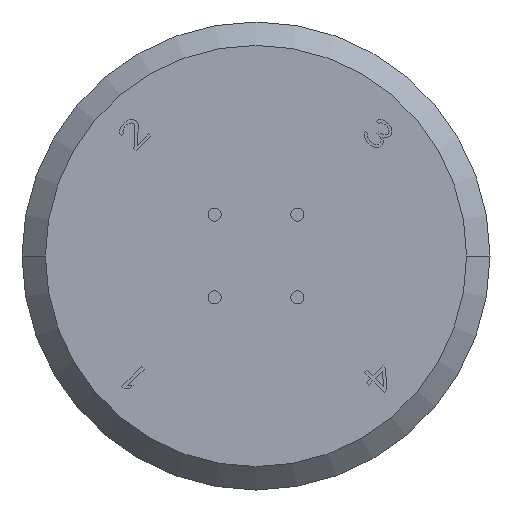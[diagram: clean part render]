
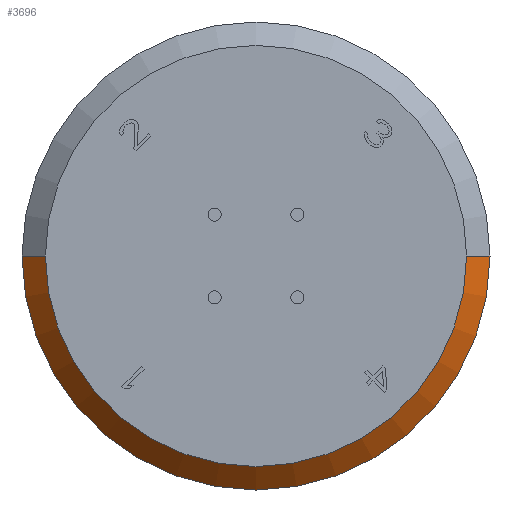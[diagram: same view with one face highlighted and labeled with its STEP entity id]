
A CAD part, front view. The second image highlights one B-rep face of the part: STEP entity #3696.
In plain terms, the highlighted conical face has half-angle 45 degrees and reference radius 9.5 mm.
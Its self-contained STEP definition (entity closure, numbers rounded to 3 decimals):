
#35=CARTESIAN_POINT('',(0.,0.,0.));
#36=DIRECTION('',(0.,1.,0.));
#37=DIRECTION('',(1.,0.,0.));
#38=AXIS2_PLACEMENT_3D('',#35,#36,#37);
#429=CARTESIAN_POINT('',(0.,1.,0.));
#430=DIRECTION('',(0.,1.,0.));
#431=DIRECTION('',(1.,0.,0.));
#432=AXIS2_PLACEMENT_3D('',#429,#430,#431);
#434=DIRECTION('',(0.707,-0.707,0.));
#435=VECTOR('',#434,1.414);
#436=CARTESIAN_POINT('',(-10.,1.,0.));
#437=LINE('',#436,#435);
#438=DIRECTION('',(-0.707,-0.707,0.));
#439=VECTOR('',#438,1.414);
#440=CARTESIAN_POINT('',(10.,1.,0.));
#441=LINE('',#440,#439);
#2634=CARTESIAN_POINT('',(9.,0.,0.));
#2635=CARTESIAN_POINT('',(-9.,0.,0.));
#2636=VERTEX_POINT('',#2634);
#2637=VERTEX_POINT('',#2635);
#2850=CARTESIAN_POINT('',(10.,1.,0.));
#2851=VERTEX_POINT('',#2850);
#2852=CARTESIAN_POINT('',(-10.,1.,0.));
#2853=VERTEX_POINT('',#2852);
#3682=CARTESIAN_POINT('',(0.,0.5,0.));
#3683=DIRECTION('',(0.,1.,0.));
#3684=DIRECTION('',(1.,0.,0.));
#3685=AXIS2_PLACEMENT_3D('',#3682,#3683,#3684);
#3686=CONICAL_SURFACE('',#3685,9.5,45.);
#3688=ORIENTED_EDGE('',*,*,#3687,.F.);
#3690=ORIENTED_EDGE('',*,*,#3689,.T.);
#3692=ORIENTED_EDGE('',*,*,#3691,.T.);
#3693=ORIENTED_EDGE('',*,*,#3430,.F.);
#3694=EDGE_LOOP('',(#3688,#3690,#3692,#3693));
#3695=FACE_OUTER_BOUND('',#3694,.F.);
#3696=ADVANCED_FACE('',(#3695),#3686,.T.);
#39=CIRCLE('',#38,9.);
#433=CIRCLE('',#432,10.);
#3430=EDGE_CURVE('',#2636,#2637,#39,.T.);
#3687=EDGE_CURVE('',#2851,#2636,#441,.T.);
#3689=EDGE_CURVE('',#2851,#2853,#433,.T.);
#3691=EDGE_CURVE('',#2853,#2637,#437,.T.);
